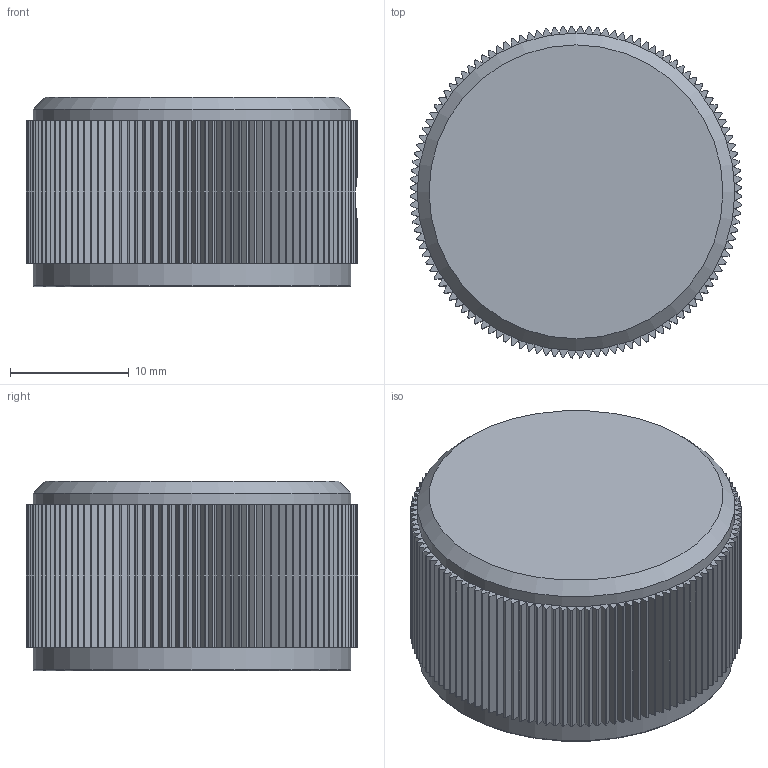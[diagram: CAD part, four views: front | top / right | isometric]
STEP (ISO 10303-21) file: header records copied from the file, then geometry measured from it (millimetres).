
FILE_DESCRIPTION(('FreeCAD Model'),'2;1');
FILE_NAME('AlKnob28mm-Mentor_5555_6612.stp','2020-08-24T21:41:34',(''),(''), 'Open CASCADE STEP processor 7.3','FreeCAD','Unknown');
FILE_SCHEMA(('AUTOMOTIVE_DESIGN { 1 0 10303 214 1 1 1 1 }'));
Length unit declared in the file: millimetre
Products named in the file (3): AlKnob28mm-Mentor_5555_6612_Part; KnobBody; LockScrewM3x10
Assembly tree (2 placements, depth 2):
  AlKnob28mm-Mentor_5555_6612_Part
    KnobBody
    LockScrewM3x10
Bounding box: 27.99 x 27.99 x 16 mm (x, y, z)
Volume: 3874.4 mm3; surface area: 4950.2 mm2
Topology: 2 solids, 2 shells, 495 faces, 1422 edges, 890 vertices
Faces by surface type: plane 263, cylinder 134, bspline 92, torus 5, cone 1
Full cylindrical faces by diameter (mm): 3.3 x1, 4.2 x1, 6 x1, 12 x1, 26 x2, 26.8 x2
Entity records: 20898 total; most frequent: CARTESIAN_POINT 8681, ORIENTED_EDGE 2760, DIRECTION 2253, EDGE_CURVE 1380, VERTEX_POINT 890, LINE 873, VECTOR 873, AXIS2_PLACEMENT_3D 690
